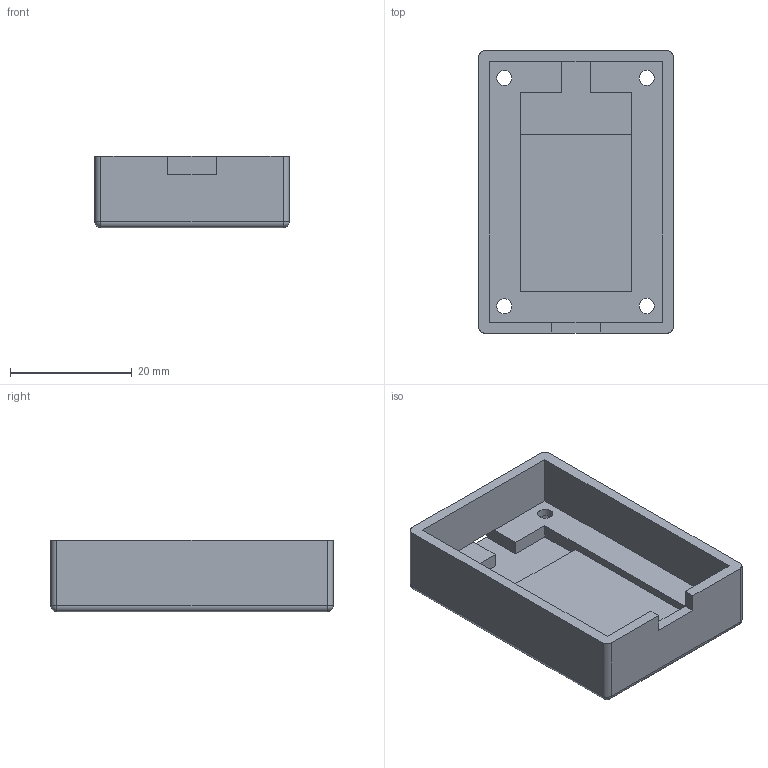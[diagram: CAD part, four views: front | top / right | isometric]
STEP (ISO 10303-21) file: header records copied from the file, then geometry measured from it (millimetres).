
FILE_DESCRIPTION(/* description */ (''),/* implementation_level */ '2;1');
FILE_NAME(/* name */ 'Box.step',/* time_stamp */ '2023-11-12T22:25:15Z',/* author */ (''),/* organization */ (''),/* preprocessor_version */ 'ST-DEVELOPER v20',/* originating_system */ 'Autodesk Translation Framework v12.14.0.127',/* authorisation */ '');
FILE_SCHEMA (('AUTOMOTIVE_DESIGN { 1 0 10303 214 3 1 1 }'));
Length unit declared in the file: millimetre
Products named in the file (2): MinimalRX_Case; Mini
Assembly tree (1 placements, depth 2):
  MinimalRX_Case
    Mini
Bounding box: 32.01 x 46.45 x 11.75 mm (x, y, z)
Volume: 6081.9 mm3; surface area: 6234 mm2
Topology: 1 solids, 1 shells, 69 faces, 180 edges, 116 vertices
Faces by surface type: plane 53, cylinder 12, sphere 4
Full cylindrical faces by diameter (mm): 2.5 x4
Entity records: 2155 total; most frequent: CARTESIAN_POINT 368, ORIENTED_EDGE 360, DIRECTION 348, EDGE_CURVE 180, LINE 156, VECTOR 156, VERTEX_POINT 116, AXIS2_PLACEMENT_3D 96
